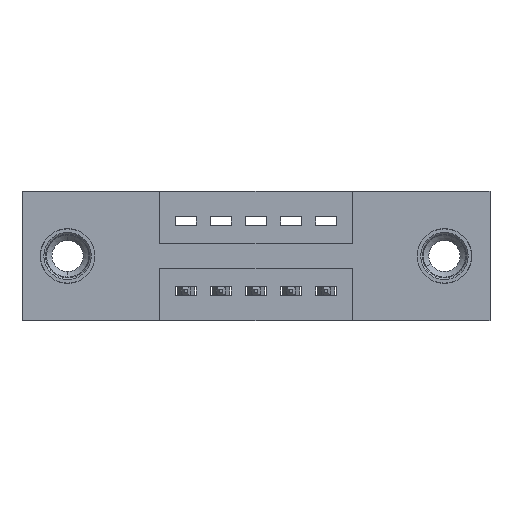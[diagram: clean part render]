
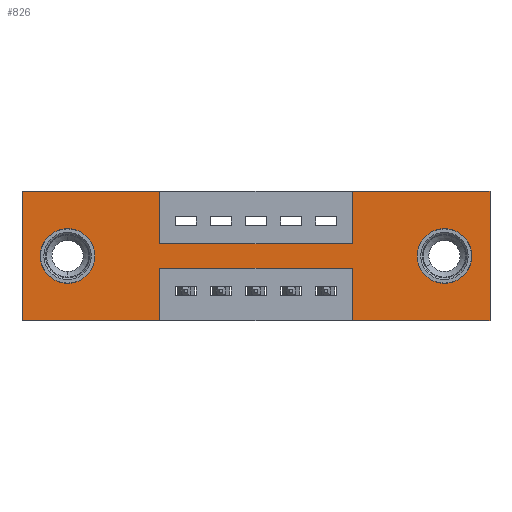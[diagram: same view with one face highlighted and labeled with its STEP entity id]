
A CAD part, front view. The second image highlights one B-rep face of the part: STEP entity #826.
In plain terms, the highlighted planar face has unit normal (0, -1, 0).
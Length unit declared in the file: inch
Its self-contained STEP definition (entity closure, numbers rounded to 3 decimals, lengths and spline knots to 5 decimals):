
#7 = DIRECTION ( 'NONE',  ( 0., 0., 1. ) ) ;
#11 = DIRECTION ( 'NONE',  ( -1., 0., 0. ) ) ;
#54 = VERTEX_POINT ( 'NONE', #8650 ) ;
#191 = ORIENTED_EDGE ( 'NONE', *, *, #245, .F. ) ;
#245 = EDGE_CURVE ( 'NONE', #3491, #4071, #8124, .T. ) ;
#274 = CARTESIAN_POINT ( 'NONE',  ( 1.335, 0., 0. ) ) ;
#301 = CARTESIAN_POINT ( 'NONE',  ( 0.13, 0., -0.107 ) ) ;
#377 = VECTOR ( 'NONE', #7, 39.37008 ) ;
#428 = DIRECTION ( 'NONE',  ( 0., 0., -1. ) ) ;
#485 = DIRECTION ( 'NONE',  ( 1., 0., 0. ) ) ;
#577 = EDGE_CURVE ( 'NONE', #9201, #8082, #9907, .T. ) ;
#723 = DIRECTION ( 'NONE',  ( 0., 1., 0. ) ) ;
#826 = ADVANCED_FACE ( 'NONE', ( #6058, #4034, #1612 ), #5664, .T. ) ;
#830 = CARTESIAN_POINT ( 'NONE',  ( 1.335, 0., 0. ) ) ;
#913 = EDGE_LOOP ( 'NONE', ( #4443, #5871 ) ) ;
#1024 = AXIS2_PLACEMENT_3D ( 'NONE', #4542, #9848, #3824 ) ;
#1107 = CARTESIAN_POINT ( 'NONE',  ( 0.3925, 0., 0. ) ) ;
#1159 = CARTESIAN_POINT ( 'NONE',  ( 0.3925, 0., -0.22 ) ) ;
#1217 = EDGE_CURVE ( 'NONE', #8179, #6430, #4970, .T. ) ;
#1323 = CARTESIAN_POINT ( 'NONE',  ( 0.3925, 0., -0.15 ) ) ;
#1324 = VECTOR ( 'NONE', #1697, 39.37008 ) ;
#1452 = CARTESIAN_POINT ( 'NONE',  ( 0., 0., 0. ) ) ;
#1612 = FACE_OUTER_BOUND ( 'NONE', #3587, .T. ) ;
#1697 = DIRECTION ( 'NONE',  ( -1., 0., 0. ) ) ;
#1822 = VECTOR ( 'NONE', #3436, 39.37008 ) ;
#1827 = DIRECTION ( 'NONE',  ( 0., 0., -1. ) ) ;
#1908 = EDGE_CURVE ( 'NONE', #4071, #6231, #9161, .T. ) ;
#2046 = EDGE_CURVE ( 'NONE', #8983, #7835, #7218, .T. ) ;
#2133 = VERTEX_POINT ( 'NONE', #5139 ) ;
#2307 = LINE ( 'NONE', #4059, #9758 ) ;
#2369 = CARTESIAN_POINT ( 'NONE',  ( 0.9425, 0., -0.15 ) ) ;
#2642 = CARTESIAN_POINT ( 'NONE',  ( 0.3925, 0., -0.22 ) ) ;
#2793 = VERTEX_POINT ( 'NONE', #7505 ) ;
#2890 = EDGE_CURVE ( 'NONE', #2133, #2793, #7803, .T. ) ;
#2939 = EDGE_CURVE ( 'NONE', #7543, #54, #9599, .T. ) ;
#2940 = VECTOR ( 'NONE', #9478, 39.37008 ) ;
#3086 = ORIENTED_EDGE ( 'NONE', *, *, #7662, .T. ) ;
#3189 = ORIENTED_EDGE ( 'NONE', *, *, #577, .F. ) ;
#3224 = CARTESIAN_POINT ( 'NONE',  ( 0., 0., -0.37 ) ) ;
#3267 = VECTOR ( 'NONE', #7236, 39.37008 ) ;
#3354 = AXIS2_PLACEMENT_3D ( 'NONE', #7632, #723, #3746 ) ;
#3363 = DIRECTION ( 'NONE',  ( 0., 1., 0. ) ) ;
#3436 = DIRECTION ( 'NONE',  ( 0., 0., 1. ) ) ;
#3491 = VERTEX_POINT ( 'NONE', #1452 ) ;
#3587 = EDGE_LOOP ( 'NONE', ( #4620, #5183, #8603, #4983, #3189, #4085, #7634, #9223, #7530, #191, #5450, #5300 ) ) ;
#3688 = VERTEX_POINT ( 'NONE', #7926 ) ;
#3746 = DIRECTION ( 'NONE',  ( 0., 0., -1. ) ) ;
#3824 = DIRECTION ( 'NONE',  ( 0., 0., 1. ) ) ;
#3897 = DIRECTION ( 'NONE',  ( 0., 0., -1. ) ) ;
#3903 = EDGE_CURVE ( 'NONE', #6231, #8983, #8625, .T. ) ;
#3931 = DIRECTION ( 'NONE',  ( 0., 1., 0. ) ) ;
#3994 = DIRECTION ( 'NONE',  ( 0., 0., 1. ) ) ;
#4034 = FACE_BOUND ( 'NONE', #4747, .T. ) ;
#4059 = CARTESIAN_POINT ( 'NONE',  ( 0., 0., 0. ) ) ;
#4071 = VERTEX_POINT ( 'NONE', #4693 ) ;
#4085 = ORIENTED_EDGE ( 'NONE', *, *, #8641, .F. ) ;
#4144 = EDGE_CURVE ( 'NONE', #8082, #6135, #5992, .T. ) ;
#4165 = CARTESIAN_POINT ( 'NONE',  ( 1.205, 0., -0.185 ) ) ;
#4241 = CARTESIAN_POINT ( 'NONE',  ( 0.9425, 0., 0. ) ) ;
#4388 = VECTOR ( 'NONE', #6141, 39.37008 ) ;
#4443 = ORIENTED_EDGE ( 'NONE', *, *, #2890, .T. ) ;
#4517 = DIRECTION ( 'NONE',  ( 1., 0., 0. ) ) ;
#4542 = CARTESIAN_POINT ( 'NONE',  ( 0.13, 0., -0.185 ) ) ;
#4594 = LINE ( 'NONE', #7864, #5422 ) ;
#4620 = ORIENTED_EDGE ( 'NONE', *, *, #7765, .F. ) ;
#4693 = CARTESIAN_POINT ( 'NONE',  ( 0.3925, 0., 0. ) ) ;
#4747 = EDGE_LOOP ( 'NONE', ( #5532, #3086 ) ) ;
#4843 = CARTESIAN_POINT ( 'NONE',  ( 0.9425, 0., 0. ) ) ;
#4970 = LINE ( 'NONE', #2642, #2940 ) ;
#4983 = ORIENTED_EDGE ( 'NONE', *, *, #4144, .F. ) ;
#5051 = LINE ( 'NONE', #3224, #1324 ) ;
#5139 = CARTESIAN_POINT ( 'NONE',  ( 1.205, 0., -0.107 ) ) ;
#5183 = ORIENTED_EDGE ( 'NONE', *, *, #1217, .F. ) ;
#5300 = ORIENTED_EDGE ( 'NONE', *, *, #9050, .F. ) ;
#5422 = VECTOR ( 'NONE', #1827, 39.37008 ) ;
#5430 = LINE ( 'NONE', #9956, #377 ) ;
#5450 = ORIENTED_EDGE ( 'NONE', *, *, #7813, .F. ) ;
#5532 = ORIENTED_EDGE ( 'NONE', *, *, #2939, .T. ) ;
#5571 = DIRECTION ( 'NONE',  ( 0., 0., 1. ) ) ;
#5664 = PLANE ( 'NONE',  #9888 ) ;
#5739 = VECTOR ( 'NONE', #485, 39.37008 ) ;
#5800 = CARTESIAN_POINT ( 'NONE',  ( 0., 0., 0. ) ) ;
#5871 = ORIENTED_EDGE ( 'NONE', *, *, #7867, .T. ) ;
#5992 = LINE ( 'NONE', #9356, #7310 ) ;
#6058 = FACE_BOUND ( 'NONE', #913, .T. ) ;
#6071 = VECTOR ( 'NONE', #4517, 39.37008 ) ;
#6135 = VERTEX_POINT ( 'NONE', #8073 ) ;
#6141 = DIRECTION ( 'NONE',  ( 0., 0., -1. ) ) ;
#6231 = VERTEX_POINT ( 'NONE', #1323 ) ;
#6430 = VERTEX_POINT ( 'NONE', #1159 ) ;
#6643 = CARTESIAN_POINT ( 'NONE',  ( 0.3925, 0., -0.15 ) ) ;
#7218 = LINE ( 'NONE', #4241, #1822 ) ;
#7236 = DIRECTION ( 'NONE',  ( 1., 0., 0. ) ) ;
#7310 = VECTOR ( 'NONE', #11, 39.37008 ) ;
#7456 = EDGE_CURVE ( 'NONE', #6135, #8179, #5430, .T. ) ;
#7505 = CARTESIAN_POINT ( 'NONE',  ( 1.205, 0., -0.263 ) ) ;
#7530 = ORIENTED_EDGE ( 'NONE', *, *, #1908, .F. ) ;
#7543 = VERTEX_POINT ( 'NONE', #301 ) ;
#7606 = VERTEX_POINT ( 'NONE', #8606 ) ;
#7632 = CARTESIAN_POINT ( 'NONE',  ( 1.205, 0., -0.185 ) ) ;
#7634 = ORIENTED_EDGE ( 'NONE', *, *, #2046, .F. ) ;
#7662 = EDGE_CURVE ( 'NONE', #54, #7543, #9502, .T. ) ;
#7765 = EDGE_CURVE ( 'NONE', #6430, #3688, #4594, .T. ) ;
#7784 = AXIS2_PLACEMENT_3D ( 'NONE', #8572, #3931, #3994 ) ;
#7803 = CIRCLE ( 'NONE', #3354, 0.078 ) ;
#7813 = EDGE_CURVE ( 'NONE', #7606, #3491, #2307, .T. ) ;
#7835 = VERTEX_POINT ( 'NONE', #4843 ) ;
#7864 = CARTESIAN_POINT ( 'NONE',  ( 0.3925, 0., -0.37 ) ) ;
#7867 = EDGE_CURVE ( 'NONE', #2793, #2133, #9266, .T. ) ;
#7926 = CARTESIAN_POINT ( 'NONE',  ( 0.3925, 0., -0.37 ) ) ;
#8073 = CARTESIAN_POINT ( 'NONE',  ( 0.9425, 0., -0.37 ) ) ;
#8082 = VERTEX_POINT ( 'NONE', #9072 ) ;
#8124 = LINE ( 'NONE', #9882, #6071 ) ;
#8179 = VERTEX_POINT ( 'NONE', #8248 ) ;
#8248 = CARTESIAN_POINT ( 'NONE',  ( 0.9425, 0., -0.22 ) ) ;
#8572 = CARTESIAN_POINT ( 'NONE',  ( 0.13, 0., -0.185 ) ) ;
#8603 = ORIENTED_EDGE ( 'NONE', *, *, #7456, .F. ) ;
#8606 = CARTESIAN_POINT ( 'NONE',  ( 0., 0., -0.37 ) ) ;
#8625 = LINE ( 'NONE', #6643, #5739 ) ;
#8641 = EDGE_CURVE ( 'NONE', #7835, #9201, #9026, .T. ) ;
#8650 = CARTESIAN_POINT ( 'NONE',  ( 0.13, 0., -0.263 ) ) ;
#8673 = VECTOR ( 'NONE', #428, 39.37008 ) ;
#8840 = DIRECTION ( 'NONE',  ( 0., -1., 0. ) ) ;
#8873 = DIRECTION ( 'NONE',  ( 0., 0., -1. ) ) ;
#8983 = VERTEX_POINT ( 'NONE', #2369 ) ;
#9026 = LINE ( 'NONE', #5800, #3267 ) ;
#9050 = EDGE_CURVE ( 'NONE', #3688, #7606, #5051, .T. ) ;
#9072 = CARTESIAN_POINT ( 'NONE',  ( 1.335, 0., -0.37 ) ) ;
#9161 = LINE ( 'NONE', #1107, #8673 ) ;
#9201 = VERTEX_POINT ( 'NONE', #274 ) ;
#9223 = ORIENTED_EDGE ( 'NONE', *, *, #3903, .F. ) ;
#9266 = CIRCLE ( 'NONE', #9790, 0.078 ) ;
#9356 = CARTESIAN_POINT ( 'NONE',  ( 0., 0., -0.37 ) ) ;
#9478 = DIRECTION ( 'NONE',  ( -1., 0., 0. ) ) ;
#9502 = CIRCLE ( 'NONE', #7784, 0.078 ) ;
#9595 = CARTESIAN_POINT ( 'NONE',  ( 0., 0., -0.37 ) ) ;
#9599 = CIRCLE ( 'NONE', #1024, 0.078 ) ;
#9758 = VECTOR ( 'NONE', #5571, 39.37008 ) ;
#9790 = AXIS2_PLACEMENT_3D ( 'NONE', #4165, #3363, #3897 ) ;
#9848 = DIRECTION ( 'NONE',  ( 0., 1., 0. ) ) ;
#9882 = CARTESIAN_POINT ( 'NONE',  ( 0., 0., 0. ) ) ;
#9888 = AXIS2_PLACEMENT_3D ( 'NONE', #9595, #8840, #8873 ) ;
#9907 = LINE ( 'NONE', #830, #4388 ) ;
#9956 = CARTESIAN_POINT ( 'NONE',  ( 0.9425, 0., -0.37 ) ) ;
